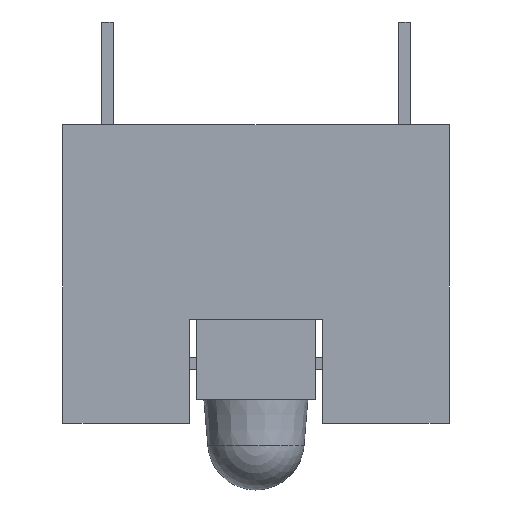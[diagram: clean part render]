
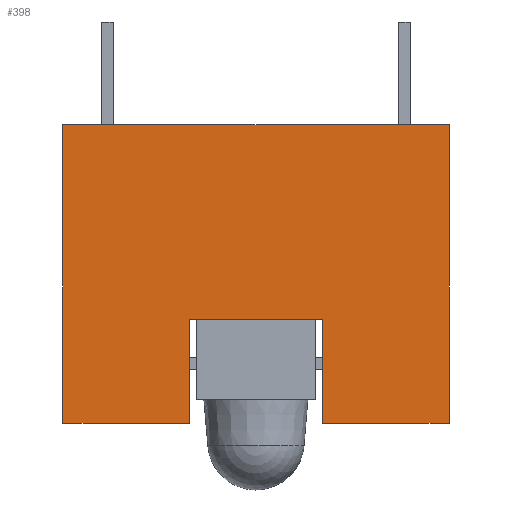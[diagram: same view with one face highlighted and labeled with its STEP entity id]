
A CAD part, left-side view. The second image highlights one B-rep face of the part: STEP entity #398.
In plain terms, the highlighted planar face has unit normal (-1, 0, 0).
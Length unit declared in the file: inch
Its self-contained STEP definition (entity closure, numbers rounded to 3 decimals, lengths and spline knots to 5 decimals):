
#10 = ORIENTED_EDGE ( 'NONE', *, *, #706, .T. ) ;
#11 = DIRECTION ( 'NONE',  ( -1., 0., 0. ) ) ;
#36 = DIRECTION ( 'NONE',  ( 0., 0., 1. ) ) ;
#41 = CARTESIAN_POINT ( 'NONE',  ( -0.04528, 0.08492, -0.03039 ) ) ;
#57 = DIRECTION ( 'NONE',  ( 0., 0., -1. ) ) ;
#66 = VECTOR ( 'NONE', #654, 39.37008 ) ;
#69 = VECTOR ( 'NONE', #630, 39.37008 ) ;
#89 = VERTEX_POINT ( 'NONE', #917 ) ;
#108 = VECTOR ( 'NONE', #499, 39.37008 ) ;
#129 = LINE ( 'NONE', #436, #683 ) ;
#131 = EDGE_CURVE ( 'NONE', #779, #512, #129, .T. ) ;
#145 = DIRECTION ( 'NONE',  ( 0., -1., 0. ) ) ;
#189 = VECTOR ( 'NONE', #773, 39.37008 ) ;
#191 = VERTEX_POINT ( 'NONE', #41 ) ;
#224 = LINE ( 'NONE', #700, #189 ) ;
#295 = AXIS2_PLACEMENT_3D ( 'NONE', #490, #11, #778 ) ;
#299 = LINE ( 'NONE', #805, #1165 ) ;
#338 = LINE ( 'NONE', #437, #66 ) ;
#342 = LINE ( 'NONE', #895, #69 ) ;
#353 = CARTESIAN_POINT ( 'NONE',  ( -0.04528, 0.17492, -0.10039 ) ) ;
#373 = ORIENTED_EDGE ( 'NONE', *, *, #131, .T. ) ;
#388 = LINE ( 'NONE', #614, #589 ) ;
#398 = ADVANCED_FACE ( 'NONE', ( #750 ), #826, .T. ) ;
#431 = ORIENTED_EDGE ( 'NONE', *, *, #438, .T. ) ;
#436 = CARTESIAN_POINT ( 'NONE',  ( -0.04528, 0.25984, -0.10039 ) ) ;
#437 = CARTESIAN_POINT ( 'NONE',  ( -0.04528, 0.08492, -0.10039 ) ) ;
#438 = EDGE_CURVE ( 'NONE', #1011, #779, #299, .T. ) ;
#490 = CARTESIAN_POINT ( 'NONE',  ( -0.04528, 0., 0. ) ) ;
#499 = DIRECTION ( 'NONE',  ( 0., 0., 1. ) ) ;
#512 = VERTEX_POINT ( 'NONE', #1133 ) ;
#520 = CARTESIAN_POINT ( 'NONE',  ( -0.04528, 0.08492, -0.10039 ) ) ;
#528 = ORIENTED_EDGE ( 'NONE', *, *, #900, .F. ) ;
#533 = CARTESIAN_POINT ( 'NONE',  ( -0.04528, 0., -0.10039 ) ) ;
#584 = VERTEX_POINT ( 'NONE', #1105 ) ;
#589 = VECTOR ( 'NONE', #681, 39.37008 ) ;
#590 = VECTOR ( 'NONE', #36, 39.37008 ) ;
#614 = CARTESIAN_POINT ( 'NONE',  ( -0.04528, 0.25984, 0.10039 ) ) ;
#625 = LINE ( 'NONE', #353, #108 ) ;
#630 = DIRECTION ( 'NONE',  ( 0., -1., 0. ) ) ;
#631 = CARTESIAN_POINT ( 'NONE',  ( -0.04528, 0.08492, -0.10039 ) ) ;
#653 = CARTESIAN_POINT ( 'NONE',  ( -0.04528, 0.25984, 0.10039 ) ) ;
#654 = DIRECTION ( 'NONE',  ( 0., -1., 0. ) ) ;
#680 = ORIENTED_EDGE ( 'NONE', *, *, #1170, .T. ) ;
#681 = DIRECTION ( 'NONE',  ( 0., -1., 0. ) ) ;
#683 = VECTOR ( 'NONE', #145, 39.37008 ) ;
#700 = CARTESIAN_POINT ( 'NONE',  ( -0.04528, 0., 0.10039 ) ) ;
#706 = EDGE_CURVE ( 'NONE', #89, #191, #342, .T. ) ;
#714 = ORIENTED_EDGE ( 'NONE', *, *, #1031, .T. ) ;
#715 = VERTEX_POINT ( 'NONE', #631 ) ;
#750 = FACE_OUTER_BOUND ( 'NONE', #925, .T. ) ;
#757 = EDGE_CURVE ( 'NONE', #715, #191, #799, .T. ) ;
#773 = DIRECTION ( 'NONE',  ( 0., 0., -1. ) ) ;
#778 = DIRECTION ( 'NONE',  ( 0., 0., 1. ) ) ;
#779 = VERTEX_POINT ( 'NONE', #817 ) ;
#799 = LINE ( 'NONE', #520, #590 ) ;
#805 = CARTESIAN_POINT ( 'NONE',  ( -0.04528, 0.25984, 0.10039 ) ) ;
#817 = CARTESIAN_POINT ( 'NONE',  ( -0.04528, 0.25984, -0.10039 ) ) ;
#826 = PLANE ( 'NONE',  #295 ) ;
#857 = VERTEX_POINT ( 'NONE', #533 ) ;
#895 = CARTESIAN_POINT ( 'NONE',  ( -0.04528, 0.17492, -0.03039 ) ) ;
#900 = EDGE_CURVE ( 'NONE', #584, #857, #224, .T. ) ;
#917 = CARTESIAN_POINT ( 'NONE',  ( -0.04528, 0.17492, -0.03039 ) ) ;
#925 = EDGE_LOOP ( 'NONE', ( #431, #373, #680, #10, #1055, #714, #528, #1054 ) ) ;
#1011 = VERTEX_POINT ( 'NONE', #653 ) ;
#1031 = EDGE_CURVE ( 'NONE', #715, #857, #338, .T. ) ;
#1054 = ORIENTED_EDGE ( 'NONE', *, *, #1184, .F. ) ;
#1055 = ORIENTED_EDGE ( 'NONE', *, *, #757, .F. ) ;
#1105 = CARTESIAN_POINT ( 'NONE',  ( -0.04528, 0., 0.10039 ) ) ;
#1133 = CARTESIAN_POINT ( 'NONE',  ( -0.04528, 0.17492, -0.10039 ) ) ;
#1165 = VECTOR ( 'NONE', #57, 39.37008 ) ;
#1170 = EDGE_CURVE ( 'NONE', #512, #89, #625, .T. ) ;
#1184 = EDGE_CURVE ( 'NONE', #1011, #584, #388, .T. ) ;
